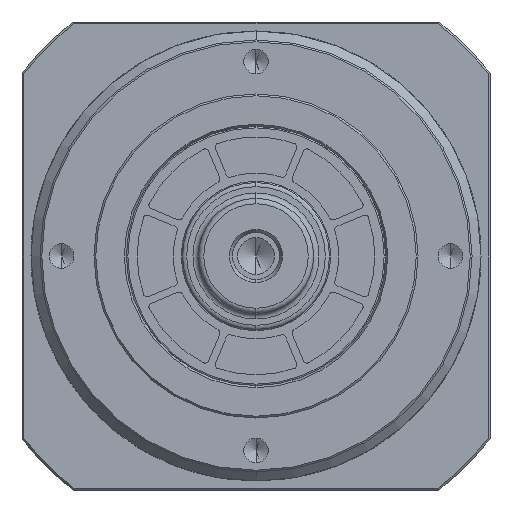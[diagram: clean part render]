
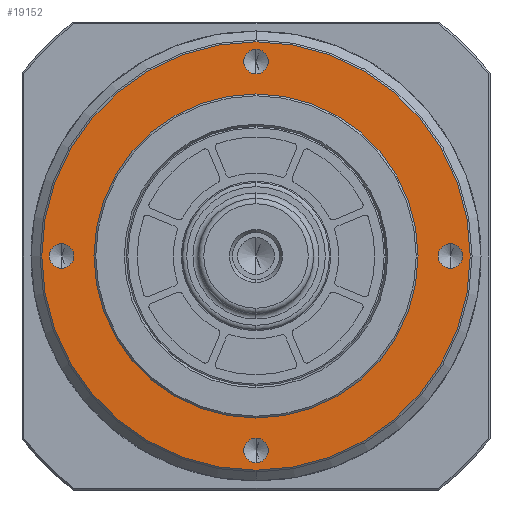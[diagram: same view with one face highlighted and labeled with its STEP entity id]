
A CAD part, left-side view. The second image highlights one B-rep face of the part: STEP entity #19152.
In plain terms, the highlighted face is planar.
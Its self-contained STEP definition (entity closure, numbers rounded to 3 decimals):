
#86 = VERTEX_POINT ( 'NONE', #7271 ) ;
#229 = DIRECTION ( 'NONE',  ( 1., 0., 0. ) ) ;
#272 = DIRECTION ( 'NONE',  ( 0., 0., -1. ) ) ;
#588 = CARTESIAN_POINT ( 'NONE',  ( 21., 0., -54. ) ) ;
#702 = CARTESIAN_POINT ( 'NONE',  ( 21., 54., 3.4 ) ) ;
#795 = VERTEX_POINT ( 'NONE', #702 ) ;
#1027 = CIRCLE ( 'NONE', #19322, 45. ) ;
#1131 = CIRCLE ( 'NONE', #8193, 3.4 ) ;
#1268 = CIRCLE ( 'NONE', #7397, 3.4 ) ;
#1497 = ORIENTED_EDGE ( 'NONE', *, *, #15375, .T. ) ;
#1498 = FACE_BOUND ( 'NONE', #5041, .T. ) ;
#1598 = EDGE_LOOP ( 'NONE', ( #1497, #4062 ) ) ;
#1757 = DIRECTION ( 'NONE',  ( -1., 0., 0. ) ) ;
#2252 = DIRECTION ( 'NONE',  ( 0., 0., -1. ) ) ;
#2430 = CARTESIAN_POINT ( 'NONE',  ( 21., 0., 54. ) ) ;
#3175 = DIRECTION ( 'NONE',  ( 1., 0., 0. ) ) ;
#3182 = CARTESIAN_POINT ( 'NONE',  ( 21., 0., 50.6 ) ) ;
#3461 = DIRECTION ( 'NONE',  ( -1., 0., 0. ) ) ;
#3814 = CIRCLE ( 'NONE', #9360, 3.4 ) ;
#4062 = ORIENTED_EDGE ( 'NONE', *, *, #4206, .T. ) ;
#4065 = AXIS2_PLACEMENT_3D ( 'NONE', #16031, #6125, #17698 ) ;
#4088 = DIRECTION ( 'NONE',  ( 0., 0., -1. ) ) ;
#4206 = EDGE_CURVE ( 'NONE', #10038, #9188, #1027, .T. ) ;
#5041 = EDGE_LOOP ( 'NONE', ( #13847, #13611 ) ) ;
#5368 = ORIENTED_EDGE ( 'NONE', *, *, #20078, .F. ) ;
#5564 = CARTESIAN_POINT ( 'NONE',  ( 21., 0., -59.5 ) ) ;
#5569 = EDGE_CURVE ( 'NONE', #795, #16081, #10588, .T. ) ;
#5612 = DIRECTION ( 'NONE',  ( 1., 0., 0. ) ) ;
#5766 = AXIS2_PLACEMENT_3D ( 'NONE', #20080, #10227, #272 ) ;
#5900 = FACE_BOUND ( 'NONE', #20908, .T. ) ;
#6125 = DIRECTION ( 'NONE',  ( 1., 0., 0. ) ) ;
#6495 = CARTESIAN_POINT ( 'NONE',  ( 21., -54., 0. ) ) ;
#6534 = VERTEX_POINT ( 'NONE', #5564 ) ;
#6635 = ORIENTED_EDGE ( 'NONE', *, *, #5569, .F. ) ;
#6752 = EDGE_CURVE ( 'NONE', #16081, #795, #17060, .T. ) ;
#6758 = CARTESIAN_POINT ( 'NONE',  ( 21., 0., 59.5 ) ) ;
#6763 = DIRECTION ( 'NONE',  ( 0., 0., 1. ) ) ;
#6903 = EDGE_CURVE ( 'NONE', #86, #7930, #1268, .T. ) ;
#7271 = CARTESIAN_POINT ( 'NONE',  ( 21., -54., -3.4 ) ) ;
#7368 = CARTESIAN_POINT ( 'NONE',  ( 21., -54., 3.4 ) ) ;
#7397 = AXIS2_PLACEMENT_3D ( 'NONE', #6495, #18059, #8171 ) ;
#7823 = DIRECTION ( 'NONE',  ( 1., 0., 0. ) ) ;
#7847 = CIRCLE ( 'NONE', #16221, 59.5 ) ;
#7864 = CARTESIAN_POINT ( 'NONE',  ( 21., 0., -50.6 ) ) ;
#7895 = EDGE_CURVE ( 'NONE', #6534, #19865, #15978, .T. ) ;
#7930 = VERTEX_POINT ( 'NONE', #7368 ) ;
#8115 = CIRCLE ( 'NONE', #13649, 45. ) ;
#8171 = DIRECTION ( 'NONE',  ( 0., 0., -1. ) ) ;
#8193 = AXIS2_PLACEMENT_3D ( 'NONE', #13087, #3175, #14733 ) ;
#8366 = EDGE_CURVE ( 'NONE', #15178, #14485, #3814, .T. ) ;
#8435 = ORIENTED_EDGE ( 'NONE', *, *, #13697, .F. ) ;
#8513 = EDGE_LOOP ( 'NONE', ( #8435, #20767 ) ) ;
#8734 = ORIENTED_EDGE ( 'NONE', *, *, #10334, .F. ) ;
#8941 = CARTESIAN_POINT ( 'NONE',  ( 21., 0., 0. ) ) ;
#9188 = VERTEX_POINT ( 'NONE', #11343 ) ;
#9360 = AXIS2_PLACEMENT_3D ( 'NONE', #10176, #229, #11825 ) ;
#9462 = AXIS2_PLACEMENT_3D ( 'NONE', #17717, #7823, #19385 ) ;
#9516 = CARTESIAN_POINT ( 'NONE',  ( 21., 60., 0. ) ) ;
#9592 = PLANE ( 'NONE',  #15054 ) ;
#9733 = CIRCLE ( 'NONE', #17637, 3.4 ) ;
#9801 = FACE_BOUND ( 'NONE', #1598, .T. ) ;
#10038 = VERTEX_POINT ( 'NONE', #20529 ) ;
#10176 = CARTESIAN_POINT ( 'NONE',  ( 21., 0., -54. ) ) ;
#10227 = DIRECTION ( 'NONE',  ( 1., 0., 0. ) ) ;
#10328 = FACE_BOUND ( 'NONE', #20262, .T. ) ;
#10334 = EDGE_CURVE ( 'NONE', #16291, #20952, #1131, .T. ) ;
#10588 = CIRCLE ( 'NONE', #5766, 3.4 ) ;
#10618 = DIRECTION ( 'NONE',  ( 0., 0., 1. ) ) ;
#11040 = EDGE_CURVE ( 'NONE', #19865, #6534, #7847, .T. ) ;
#11136 = ORIENTED_EDGE ( 'NONE', *, *, #6752, .F. ) ;
#11343 = CARTESIAN_POINT ( 'NONE',  ( 21., 0., 45. ) ) ;
#11460 = DIRECTION ( 'NONE',  ( 0., 0., 1. ) ) ;
#11678 = EDGE_CURVE ( 'NONE', #7930, #86, #13791, .T. ) ;
#11692 = CARTESIAN_POINT ( 'NONE',  ( 21., 0., 0. ) ) ;
#11825 = DIRECTION ( 'NONE',  ( 0., 0., -1. ) ) ;
#12182 = DIRECTION ( 'NONE',  ( 1., 0., 0. ) ) ;
#13087 = CARTESIAN_POINT ( 'NONE',  ( 21., 0., 54. ) ) ;
#13343 = DIRECTION ( 'NONE',  ( 0., 0., 1. ) ) ;
#13502 = AXIS2_PLACEMENT_3D ( 'NONE', #15513, #5612, #17180 ) ;
#13611 = ORIENTED_EDGE ( 'NONE', *, *, #11678, .F. ) ;
#13649 = AXIS2_PLACEMENT_3D ( 'NONE', #11692, #1757, #13343 ) ;
#13697 = EDGE_CURVE ( 'NONE', #14485, #15178, #9733, .T. ) ;
#13791 = CIRCLE ( 'NONE', #9462, 3.4 ) ;
#13847 = ORIENTED_EDGE ( 'NONE', *, *, #6903, .F. ) ;
#13990 = DIRECTION ( 'NONE',  ( 1., 0., 0. ) ) ;
#14175 = FACE_OUTER_BOUND ( 'NONE', #18035, .T. ) ;
#14485 = VERTEX_POINT ( 'NONE', #19145 ) ;
#14496 = CARTESIAN_POINT ( 'NONE',  ( 21., 0., 57.4 ) ) ;
#14733 = DIRECTION ( 'NONE',  ( 0., 0., -1. ) ) ;
#14836 = ORIENTED_EDGE ( 'NONE', *, *, #11040, .T. ) ;
#14870 = CARTESIAN_POINT ( 'NONE',  ( 21., 0., 0. ) ) ;
#15054 = AXIS2_PLACEMENT_3D ( 'NONE', #9516, #21324, #11460 ) ;
#15178 = VERTEX_POINT ( 'NONE', #7864 ) ;
#15375 = EDGE_CURVE ( 'NONE', #9188, #10038, #8115, .T. ) ;
#15401 = CARTESIAN_POINT ( 'NONE',  ( 21., 54., -3.4 ) ) ;
#15513 = CARTESIAN_POINT ( 'NONE',  ( 21., 0., 0. ) ) ;
#15978 = CIRCLE ( 'NONE', #13502, 59.5 ) ;
#16031 = CARTESIAN_POINT ( 'NONE',  ( 21., 54., 0. ) ) ;
#16081 = VERTEX_POINT ( 'NONE', #15401 ) ;
#16221 = AXIS2_PLACEMENT_3D ( 'NONE', #8941, #20483, #10618 ) ;
#16291 = VERTEX_POINT ( 'NONE', #14496 ) ;
#17060 = CIRCLE ( 'NONE', #4065, 3.4 ) ;
#17180 = DIRECTION ( 'NONE',  ( 0., 0., 1. ) ) ;
#17637 = AXIS2_PLACEMENT_3D ( 'NONE', #588, #12182, #2252 ) ;
#17698 = DIRECTION ( 'NONE',  ( 0., 0., -1. ) ) ;
#17717 = CARTESIAN_POINT ( 'NONE',  ( 21., -54., 0. ) ) ;
#18035 = EDGE_LOOP ( 'NONE', ( #14836, #19408 ) ) ;
#18059 = DIRECTION ( 'NONE',  ( 1., 0., 0. ) ) ;
#18577 = FACE_BOUND ( 'NONE', #8513, .T. ) ;
#19145 = CARTESIAN_POINT ( 'NONE',  ( 21., 0., -57.4 ) ) ;
#19152 = ADVANCED_FACE ( 'NONE', ( #10328, #18577, #5900, #1498, #14175, #9801 ), #9592, .F. ) ;
#19322 = AXIS2_PLACEMENT_3D ( 'NONE', #14870, #3461, #6763 ) ;
#19385 = DIRECTION ( 'NONE',  ( 0., 0., -1. ) ) ;
#19408 = ORIENTED_EDGE ( 'NONE', *, *, #7895, .T. ) ;
#19865 = VERTEX_POINT ( 'NONE', #6758 ) ;
#20078 = EDGE_CURVE ( 'NONE', #20952, #16291, #21113, .T. ) ;
#20080 = CARTESIAN_POINT ( 'NONE',  ( 21., 54., 0. ) ) ;
#20262 = EDGE_LOOP ( 'NONE', ( #11136, #6635 ) ) ;
#20470 = AXIS2_PLACEMENT_3D ( 'NONE', #2430, #13990, #4088 ) ;
#20483 = DIRECTION ( 'NONE',  ( 1., 0., 0. ) ) ;
#20529 = CARTESIAN_POINT ( 'NONE',  ( 21., 0., -45. ) ) ;
#20767 = ORIENTED_EDGE ( 'NONE', *, *, #8366, .F. ) ;
#20908 = EDGE_LOOP ( 'NONE', ( #5368, #8734 ) ) ;
#20952 = VERTEX_POINT ( 'NONE', #3182 ) ;
#21113 = CIRCLE ( 'NONE', #20470, 3.4 ) ;
#21324 = DIRECTION ( 'NONE',  ( -1., 0., 0. ) ) ;
